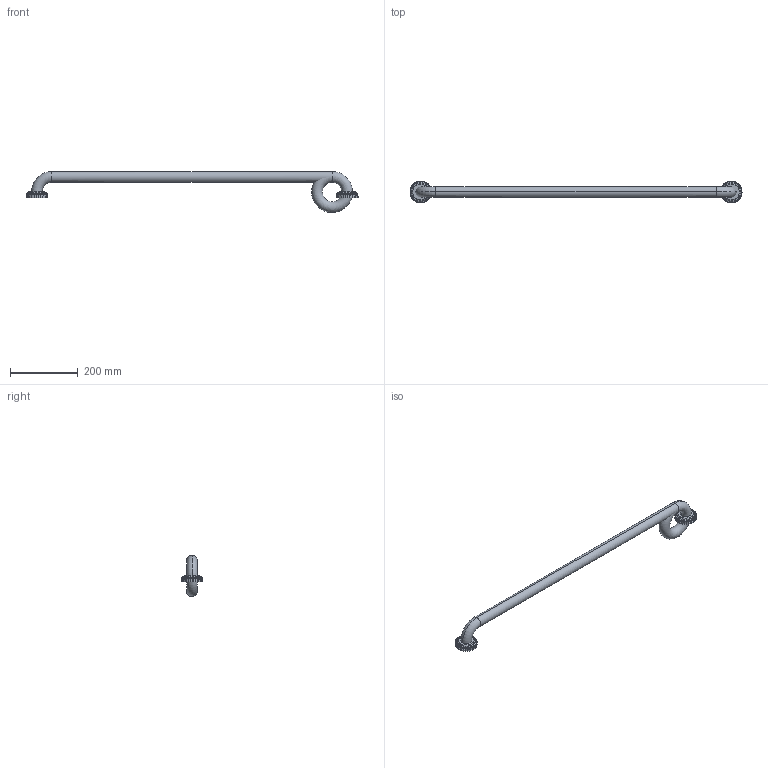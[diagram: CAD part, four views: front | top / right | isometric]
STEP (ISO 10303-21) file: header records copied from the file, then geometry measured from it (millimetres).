
FILE_DESCRIPTION((''),'2;1');
FILE_NAME('29-40_WEB','2010-07-06T',('rathishkumar'),(''),'PRO/ENGINEER BY PARAMETRIC TECHNOLOGY CORPORATION, 2009300','PRO/ENGINEER BY PARAMETRIC TECHNOLOGY CORPORATION, 2009300','');
FILE_SCHEMA(('CONFIG_CONTROL_DESIGN'));
Products named in the file (1): 29-40_WEB
Bounding box: 977.9 x 63.5 x 120.47 mm (x, y, z)
Surface area: 177005 mm2 (no closed solid volume)
Topology: 0 solids, 0 shells, 672 faces, 4818 edges, 4816 vertices
Faces by surface type: bspline 660, torus 12
Entity records: 233171 total; most frequent: CARTESIAN_POINT 185970, DIRECTION 8084, TRIMMED_CURVE 7284, VECTOR 6508, LINE 6508, DEFINITIONAL_REPRESENTATION 4814, PCURVE 4814, COMPOSITE_CURVE_SEGMENT 4814
